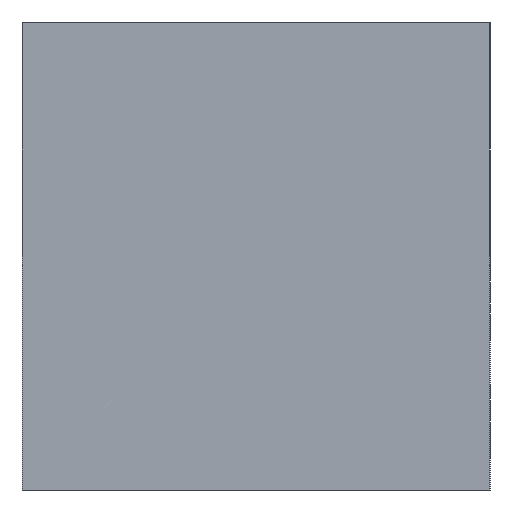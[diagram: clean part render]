
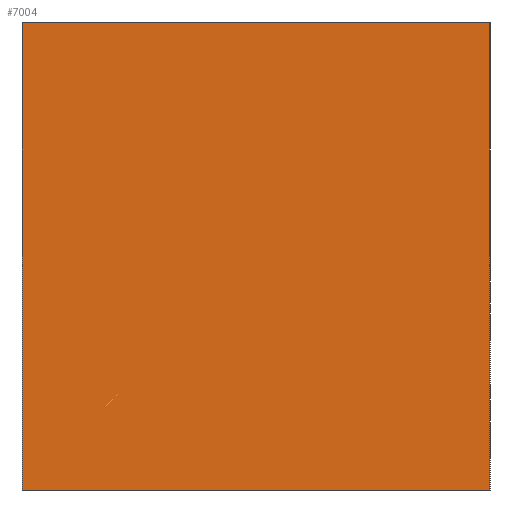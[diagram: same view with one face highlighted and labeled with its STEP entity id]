
A CAD part, left-side view. The second image highlights one B-rep face of the part: STEP entity #7004.
In plain terms, the highlighted planar face has unit normal (-1, 0, 0).
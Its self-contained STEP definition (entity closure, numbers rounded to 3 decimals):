
#366=PLANE('',#7327);
#720=FACE_OUTER_BOUND('',#1114,.T.);
#1114=EDGE_LOOP('',(#6205,#6206,#6207,#6208));
#1402=LINE('',#10880,#2087);
#1806=LINE('',#11976,#2491);
#1807=LINE('',#11977,#2492);
#1808=LINE('',#11978,#2493);
#2087=VECTOR('',#7744,10.);
#2491=VECTOR('',#8620,10.);
#2492=VECTOR('',#8621,10.);
#2493=VECTOR('',#8622,10.);
#3025=VERTEX_POINT('',#10873);
#3028=VERTEX_POINT('',#10878);
#3355=VERTEX_POINT('',#11974);
#3356=VERTEX_POINT('',#11975);
#3830=EDGE_CURVE('',#3028,#3025,#1402,.T.);
#4312=EDGE_CURVE('',#3355,#3356,#1806,.T.);
#4313=EDGE_CURVE('',#3356,#3025,#1807,.T.);
#4314=EDGE_CURVE('',#3355,#3028,#1808,.T.);
#6205=ORIENTED_EDGE('',*,*,#4312,.T.);
#6206=ORIENTED_EDGE('',*,*,#4313,.T.);
#6207=ORIENTED_EDGE('',*,*,#3830,.F.);
#6208=ORIENTED_EDGE('',*,*,#4314,.F.);
#7004=ADVANCED_FACE('',(#720),#366,.T.);
#7327=AXIS2_PLACEMENT_3D('',#11973,#8618,#8619);
#7744=DIRECTION('',(0.,-1.,0.));
#8618=DIRECTION('center_axis',(-1.,0.,0.));
#8619=DIRECTION('ref_axis',(0.,-1.,0.));
#8620=DIRECTION('',(0.,-1.,0.));
#8621=DIRECTION('',(0.,0.,1.));
#8622=DIRECTION('',(0.,0.,1.));
#10873=CARTESIAN_POINT('',(0.,0.,44.45));
#10878=CARTESIAN_POINT('',(0.,44.45,44.45));
#10880=CARTESIAN_POINT('',(0.,44.45,44.45));
#11973=CARTESIAN_POINT('Origin',(0.,44.45,0.));
#11974=CARTESIAN_POINT('',(0.,44.45,0.));
#11975=CARTESIAN_POINT('',(0.,0.,0.));
#11976=CARTESIAN_POINT('',(0.,44.45,0.));
#11977=CARTESIAN_POINT('',(0.,0.,0.));
#11978=CARTESIAN_POINT('',(0.,44.45,0.));
